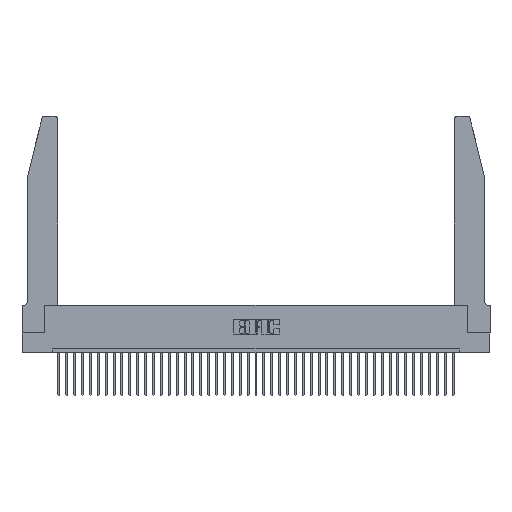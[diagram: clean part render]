
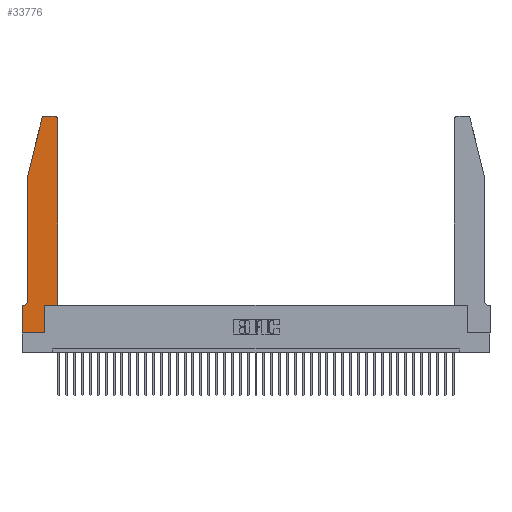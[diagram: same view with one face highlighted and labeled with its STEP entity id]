
A CAD part, top view. The second image highlights one B-rep face of the part: STEP entity #33776.
In plain terms, the highlighted planar face has unit normal (0, 0, 1).
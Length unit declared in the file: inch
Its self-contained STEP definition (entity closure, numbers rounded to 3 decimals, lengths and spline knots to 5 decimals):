
#546 = EDGE_CURVE ( 'NONE', #10040, #39194, #31538, .T. ) ;
#937 = PLANE ( 'NONE',  #3506 ) ;
#1346 = LINE ( 'NONE', #18238, #8008 ) ;
#1438 = VECTOR ( 'NONE', #34166, 39.37008 ) ;
#1565 = DIRECTION ( 'NONE',  ( -1., 0., 0. ) ) ;
#1567 = CARTESIAN_POINT ( 'NONE',  ( 0.4505, 0.35, 0.37 ) ) ;
#1581 = CARTESIAN_POINT ( 'NONE',  ( 0.4505, 0.35, 0.37 ) ) ;
#1976 = CARTESIAN_POINT ( 'NONE',  ( 0.0755, 2., 0.37 ) ) ;
#2695 = EDGE_CURVE ( 'NONE', #20981, #10040, #3440, .T. ) ;
#2793 = EDGE_CURVE ( 'NONE', #9003, #20981, #39963, .T. ) ;
#3440 = CIRCLE ( 'NONE', #33924, 0.07 ) ;
#3506 = AXIS2_PLACEMENT_3D ( 'NONE', #7521, #17305, #10490 ) ;
#3544 = EDGE_LOOP ( 'NONE', ( #40857, #7478, #19801, #28740, #38621, #6562, #30507, #30402, #4414, #12648, #25015, #9051 ) ) ;
#4414 = ORIENTED_EDGE ( 'NONE', *, *, #37905, .T. ) ;
#4966 = EDGE_CURVE ( 'NONE', #39194, #16672, #7305, .T. ) ;
#6409 = DIRECTION ( 'NONE',  ( 0., -1., 0. ) ) ;
#6490 = CARTESIAN_POINT ( 'NONE',  ( 0.0055, 0.35, 0.37 ) ) ;
#6533 = DIRECTION ( 'NONE',  ( 0., 1., 0. ) ) ;
#6562 = ORIENTED_EDGE ( 'NONE', *, *, #546, .T. ) ;
#6932 = VERTEX_POINT ( 'NONE', #39203 ) ;
#7046 = CARTESIAN_POINT ( 'NONE',  ( 0.0755, 0.35, 0.37 ) ) ;
#7305 = LINE ( 'NONE', #9691, #41782 ) ;
#7478 = ORIENTED_EDGE ( 'NONE', *, *, #8777, .T. ) ;
#7521 = CARTESIAN_POINT ( 'NONE',  ( 0., 0.35, 0.37 ) ) ;
#8008 = VECTOR ( 'NONE', #8599, 39.37008 ) ;
#8599 = DIRECTION ( 'NONE',  ( 1., 0., 0. ) ) ;
#8655 = DIRECTION ( 'NONE',  ( 0., 1., 0. ) ) ;
#8777 = EDGE_CURVE ( 'NONE', #6932, #33268, #12778, .T. ) ;
#9003 = VERTEX_POINT ( 'NONE', #27417 ) ;
#9051 = ORIENTED_EDGE ( 'NONE', *, *, #29244, .T. ) ;
#9691 = CARTESIAN_POINT ( 'NONE',  ( 0., 0., 0.37 ) ) ;
#10040 = VERTEX_POINT ( 'NONE', #6490 ) ;
#10490 = DIRECTION ( 'NONE',  ( 1., 0., 0. ) ) ;
#11123 = DIRECTION ( 'NONE',  ( 0., 0., -1. ) ) ;
#11821 = CARTESIAN_POINT ( 'NONE',  ( 0.25487, 2.72718, 0.37 ) ) ;
#12648 = ORIENTED_EDGE ( 'NONE', *, *, #32024, .T. ) ;
#12776 = LINE ( 'NONE', #31719, #41069 ) ;
#12778 = CIRCLE ( 'NONE', #36759, 0.03 ) ;
#13757 = CIRCLE ( 'NONE', #24385, 0.03 ) ;
#14381 = DIRECTION ( 'NONE',  ( 1., 0., 0. ) ) ;
#14653 = CARTESIAN_POINT ( 'NONE',  ( 0., 0., 0.37 ) ) ;
#14942 = DIRECTION ( 'NONE',  ( -0.239, -0.971, 0. ) ) ;
#15192 = DIRECTION ( 'NONE',  ( 1., 0., 0. ) ) ;
#15608 = DIRECTION ( 'NONE',  ( 0., 0., 1. ) ) ;
#15893 = DIRECTION ( 'NONE',  ( 0., 0., 1. ) ) ;
#16281 = LINE ( 'NONE', #36612, #18356 ) ;
#16568 = CARTESIAN_POINT ( 'NONE',  ( 0.2865, 0.35, 0.37 ) ) ;
#16672 = VERTEX_POINT ( 'NONE', #14653 ) ;
#17305 = DIRECTION ( 'NONE',  ( 0., 0., 1. ) ) ;
#17877 = CARTESIAN_POINT ( 'NONE',  ( 0.2865, 0.35, 0.37 ) ) ;
#18238 = CARTESIAN_POINT ( 'NONE',  ( 0., 0., 0.37 ) ) ;
#18356 = VECTOR ( 'NONE', #20215, 39.37008 ) ;
#18888 = VERTEX_POINT ( 'NONE', #17877 ) ;
#19383 = VECTOR ( 'NONE', #14381, 39.37008 ) ;
#19801 = ORIENTED_EDGE ( 'NONE', *, *, #27043, .T. ) ;
#20215 = DIRECTION ( 'NONE',  ( -1., 0., 0. ) ) ;
#20981 = VERTEX_POINT ( 'NONE', #30310 ) ;
#21965 = LINE ( 'NONE', #16568, #31576 ) ;
#23327 = LINE ( 'NONE', #1567, #19383 ) ;
#24066 = VERTEX_POINT ( 'NONE', #36035 ) ;
#24108 = CARTESIAN_POINT ( 'NONE',  ( 0.0055, 0.42, 0.37 ) ) ;
#24385 = AXIS2_PLACEMENT_3D ( 'NONE', #35250, #15893, #38511 ) ;
#24999 = CARTESIAN_POINT ( 'NONE',  ( 0.0755, 2., 0.37 ) ) ;
#25015 = ORIENTED_EDGE ( 'NONE', *, *, #41039, .T. ) ;
#25677 = VECTOR ( 'NONE', #14942, 39.37008 ) ;
#26268 = FACE_OUTER_BOUND ( 'NONE', #3544, .T. ) ;
#27043 = EDGE_CURVE ( 'NONE', #33268, #9003, #31237, .T. ) ;
#27417 = CARTESIAN_POINT ( 'NONE',  ( 0.0755, 2., 0.37 ) ) ;
#28740 = ORIENTED_EDGE ( 'NONE', *, *, #2793, .T. ) ;
#29244 = EDGE_CURVE ( 'NONE', #24066, #41112, #13757, .T. ) ;
#29470 = CARTESIAN_POINT ( 'NONE',  ( 0., 0.35, 0.37 ) ) ;
#30310 = CARTESIAN_POINT ( 'NONE',  ( 0.0755, 0.42, 0.37 ) ) ;
#30402 = ORIENTED_EDGE ( 'NONE', *, *, #35300, .T. ) ;
#30507 = ORIENTED_EDGE ( 'NONE', *, *, #4966, .T. ) ;
#30938 = CARTESIAN_POINT ( 'NONE',  ( 0.2865, 0., 0.37 ) ) ;
#31237 = LINE ( 'NONE', #1976, #25677 ) ;
#31281 = CARTESIAN_POINT ( 'NONE',  ( 0.284, 2.72, 0.37 ) ) ;
#31538 = LINE ( 'NONE', #7046, #32497 ) ;
#31576 = VECTOR ( 'NONE', #6533, 39.37008 ) ;
#31719 = CARTESIAN_POINT ( 'NONE',  ( 0.4505, 0.35, 0.37 ) ) ;
#32024 = EDGE_CURVE ( 'NONE', #18888, #39555, #23327, .T. ) ;
#32497 = VECTOR ( 'NONE', #36326, 39.37008 ) ;
#32927 = EDGE_CURVE ( 'NONE', #41112, #6932, #16281, .T. ) ;
#33268 = VERTEX_POINT ( 'NONE', #11821 ) ;
#33776 = ADVANCED_FACE ( 'NONE', ( #26268 ), #937, .T. ) ;
#33924 = AXIS2_PLACEMENT_3D ( 'NONE', #24108, #11123, #1565 ) ;
#34166 = DIRECTION ( 'NONE',  ( 0., -1., 0. ) ) ;
#35250 = CARTESIAN_POINT ( 'NONE',  ( 0.4205, 2.72, 0.37 ) ) ;
#35300 = EDGE_CURVE ( 'NONE', #16672, #39756, #1346, .T. ) ;
#36035 = CARTESIAN_POINT ( 'NONE',  ( 0.4505, 2.72, 0.37 ) ) ;
#36326 = DIRECTION ( 'NONE',  ( -1., 0., 0. ) ) ;
#36612 = CARTESIAN_POINT ( 'NONE',  ( 0.2605, 2.75, 0.37 ) ) ;
#36759 = AXIS2_PLACEMENT_3D ( 'NONE', #31281, #15608, #15192 ) ;
#37905 = EDGE_CURVE ( 'NONE', #39756, #18888, #21965, .T. ) ;
#38511 = DIRECTION ( 'NONE',  ( 1., 0., 0. ) ) ;
#38621 = ORIENTED_EDGE ( 'NONE', *, *, #2695, .T. ) ;
#39194 = VERTEX_POINT ( 'NONE', #29470 ) ;
#39203 = CARTESIAN_POINT ( 'NONE',  ( 0.284, 2.75, 0.37 ) ) ;
#39555 = VERTEX_POINT ( 'NONE', #1581 ) ;
#39756 = VERTEX_POINT ( 'NONE', #30938 ) ;
#39963 = LINE ( 'NONE', #24999, #1438 ) ;
#40857 = ORIENTED_EDGE ( 'NONE', *, *, #32927, .T. ) ;
#41039 = EDGE_CURVE ( 'NONE', #39555, #24066, #12776, .T. ) ;
#41069 = VECTOR ( 'NONE', #8655, 39.37008 ) ;
#41112 = VERTEX_POINT ( 'NONE', #41851 ) ;
#41782 = VECTOR ( 'NONE', #6409, 39.37008 ) ;
#41851 = CARTESIAN_POINT ( 'NONE',  ( 0.4205, 2.75, 0.37 ) ) ;
